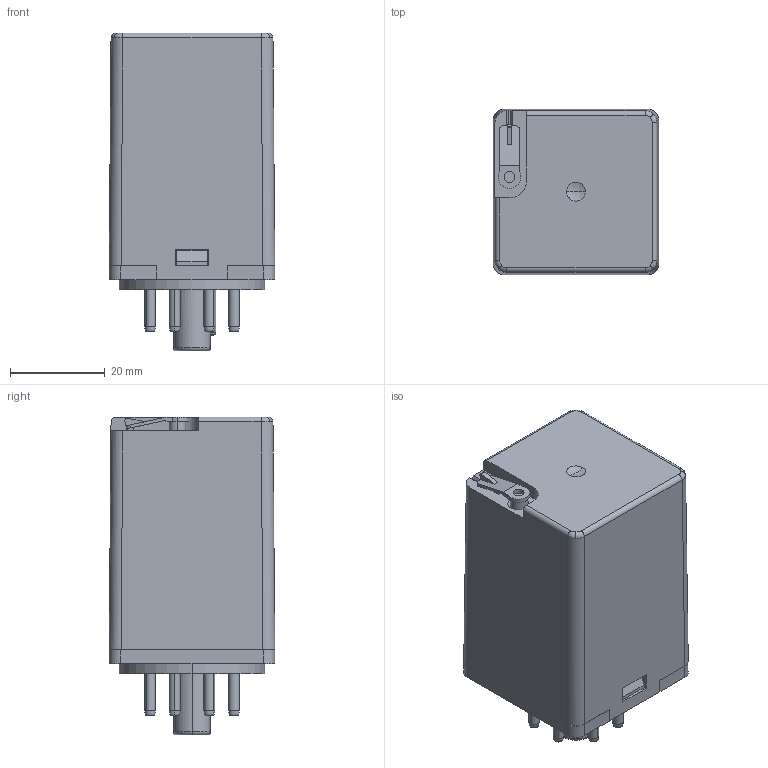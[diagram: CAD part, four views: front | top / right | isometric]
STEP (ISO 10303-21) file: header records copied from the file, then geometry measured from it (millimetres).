
FILE_DESCRIPTION (( 'STEP AP214' ), '1' );
FILE_NAME ('R15 2P.STEP', '2015-02-10T08:59:34', ( '' ), ( '' ), 'SwSTEP 2.0', 'SolidWorks 2012', '' );
FILE_SCHEMA (( 'AUTOMOTIVE_DESIGN' ));
Length unit declared in the file: millimetre
Products named in the file (1): R15 2P
Bounding box: 35.05 x 35.05 x 67.1 mm (x, y, z)
Volume: 63224.2 mm3; surface area: 12217.9 mm2
Topology: 2 solids, 2 shells, 437 faces, 1060 edges, 657 vertices
Faces by surface type: cylinder 175, plane 124, torus 102, cone 26, bspline 10
Entity records: 16629 total; most frequent: CARTESIAN_POINT 2722, DIRECTION 2344, ORIENTED_EDGE 2120, EDGE_CURVE 1060, AXIS2_PLACEMENT_3D 941, VERTEX_POINT 657, CIRCLE 513, EDGE_LOOP 471
